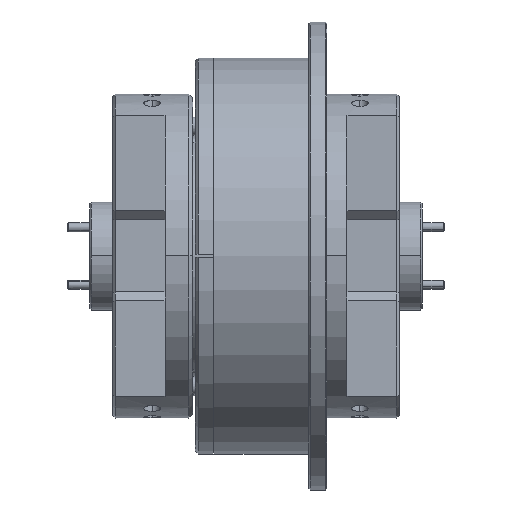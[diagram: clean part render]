
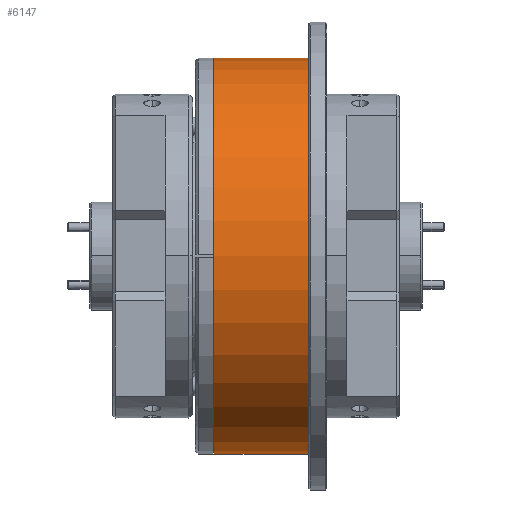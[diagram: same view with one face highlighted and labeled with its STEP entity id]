
A CAD part, top view. The second image highlights one B-rep face of the part: STEP entity #6147.
In plain terms, the highlighted cylindrical face has radius 34.925 mm (diameter 69.85 mm), a partial arc.
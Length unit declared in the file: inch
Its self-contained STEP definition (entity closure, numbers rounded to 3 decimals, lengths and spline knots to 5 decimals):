
#105 = EDGE_CURVE ( 'NONE', #22079, #24271, #43087, .T. ) ;
#187 = CARTESIAN_POINT ( 'NONE',  ( 0., 0., 0. ) ) ;
#215 = CARTESIAN_POINT ( 'NONE',  ( -0.59918, 0., 0. ) ) ;
#1879 = ORIENTED_EDGE ( 'NONE', *, *, #28705, .T. ) ;
#2870 = CIRCLE ( 'NONE', #30159, 1.375 ) ;
#3257 = DIRECTION ( 'NONE',  ( 0., 1., 0. ) ) ;
#3271 = CARTESIAN_POINT ( 'NONE',  ( 0.06, -1.375, 0. ) ) ;
#3900 = DIRECTION ( 'NONE',  ( 0., 1., 0. ) ) ;
#6147 = ADVANCED_FACE ( 'NONE', ( #37266 ), #13798, .T. ) ;
#7747 = VERTEX_POINT ( 'NONE', #3271 ) ;
#7965 = EDGE_CURVE ( 'NONE', #22079, #38071, #2870, .T. ) ;
#8425 = EDGE_LOOP ( 'NONE', ( #16057, #1879, #25848, #25001 ) ) ;
#9067 = DIRECTION ( 'NONE',  ( 1., 0., 0. ) ) ;
#9856 = DIRECTION ( 'NONE',  ( 0., 1., 0. ) ) ;
#13798 = CYLINDRICAL_SURFACE ( 'NONE', #42569, 1.375 ) ;
#14905 = CARTESIAN_POINT ( 'NONE',  ( -0.59918, 1.375, 0. ) ) ;
#16057 = ORIENTED_EDGE ( 'NONE', *, *, #7965, .T. ) ;
#16436 = DIRECTION ( 'NONE',  ( 1., 0., 0. ) ) ;
#16899 = DIRECTION ( 'NONE',  ( 1., 0., 0. ) ) ;
#19903 = DIRECTION ( 'NONE',  ( 1., 0., 0. ) ) ;
#22079 = VERTEX_POINT ( 'NONE', #14905 ) ;
#22994 = CARTESIAN_POINT ( 'NONE',  ( -0.59918, -1.375, 0. ) ) ;
#23189 = CARTESIAN_POINT ( 'NONE',  ( 0., -1.375, 0. ) ) ;
#24271 = VERTEX_POINT ( 'NONE', #29559 ) ;
#24813 = VECTOR ( 'NONE', #19903, 39.37008 ) ;
#25001 = ORIENTED_EDGE ( 'NONE', *, *, #105, .F. ) ;
#25848 = ORIENTED_EDGE ( 'NONE', *, *, #28305, .F. ) ;
#28305 = EDGE_CURVE ( 'NONE', #24271, #7747, #29603, .T. ) ;
#28705 = EDGE_CURVE ( 'NONE', #38071, #7747, #36345, .T. ) ;
#29559 = CARTESIAN_POINT ( 'NONE',  ( 0.06, 1.375, 0. ) ) ;
#29603 = CIRCLE ( 'NONE', #33140, 1.375 ) ;
#30159 = AXIS2_PLACEMENT_3D ( 'NONE', #215, #16899, #9856 ) ;
#31224 = VECTOR ( 'NONE', #9067, 39.37008 ) ;
#33140 = AXIS2_PLACEMENT_3D ( 'NONE', #36831, #16436, #3257 ) ;
#36345 = LINE ( 'NONE', #23189, #24813 ) ;
#36831 = CARTESIAN_POINT ( 'NONE',  ( 0.06, 0., 0. ) ) ;
#37058 = DIRECTION ( 'NONE',  ( 1., 0., 0. ) ) ;
#37266 = FACE_OUTER_BOUND ( 'NONE', #8425, .T. ) ;
#38071 = VERTEX_POINT ( 'NONE', #22994 ) ;
#39145 = CARTESIAN_POINT ( 'NONE',  ( 0., 1.375, 0. ) ) ;
#42569 = AXIS2_PLACEMENT_3D ( 'NONE', #187, #37058, #3900 ) ;
#43087 = LINE ( 'NONE', #39145, #31224 ) ;
